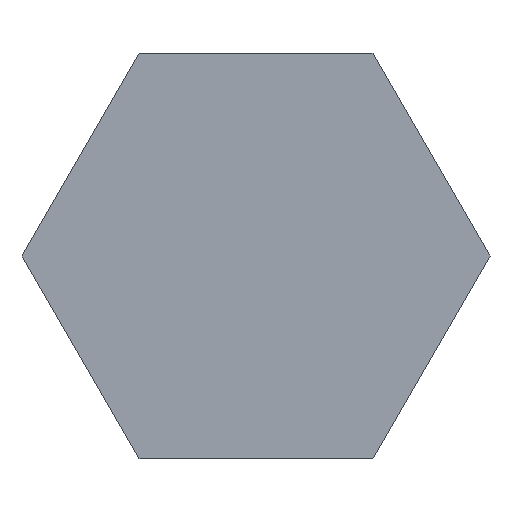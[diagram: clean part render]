
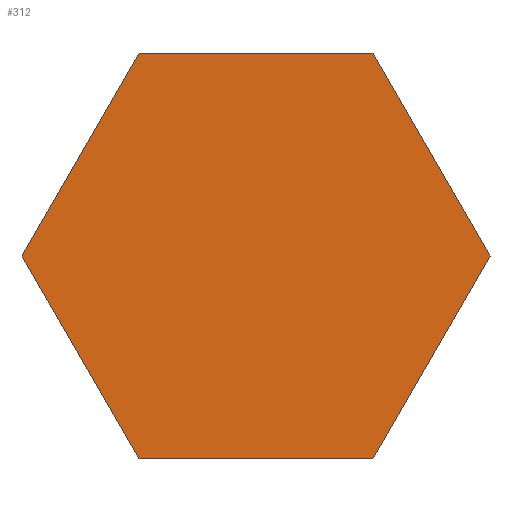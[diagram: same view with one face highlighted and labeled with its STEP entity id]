
A CAD part, front view. The second image highlights one B-rep face of the part: STEP entity #312.
In plain terms, the highlighted planar face has unit normal (0, -1, 0).
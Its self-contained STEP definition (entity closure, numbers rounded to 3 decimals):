
#50 = VECTOR ( 'NONE', #1874, 1000. ) ;
#69 = DIRECTION ( 'NONE',  ( 0., 0., 1. ) ) ;
#84 = CARTESIAN_POINT ( 'NONE',  ( -3.753, 0., -6.5 ) ) ;
#161 = ORIENTED_EDGE ( 'NONE', *, *, #992, .F. ) ;
#244 = CARTESIAN_POINT ( 'NONE',  ( -3.753, 0., -6.5 ) ) ;
#312 = ADVANCED_FACE ( 'NONE', ( #1730 ), #949, .F. ) ;
#366 = VERTEX_POINT ( 'NONE', #1872 ) ;
#442 = ORIENTED_EDGE ( 'NONE', *, *, #1079, .F. ) ;
#453 = CARTESIAN_POINT ( 'NONE',  ( 0., 0., 0. ) ) ;
#472 = EDGE_CURVE ( 'NONE', #1644, #1037, #1812, .T. ) ;
#479 = CARTESIAN_POINT ( 'NONE',  ( 7.506, 0., 0. ) ) ;
#615 = VECTOR ( 'NONE', #1165, 1000. ) ;
#685 = LINE ( 'NONE', #1940, #1120 ) ;
#707 = LINE ( 'NONE', #1353, #1762 ) ;
#786 = CARTESIAN_POINT ( 'NONE',  ( -7.506, 0., 0. ) ) ;
#822 = DIRECTION ( 'NONE',  ( -1., 0., 0. ) ) ;
#828 = ORIENTED_EDGE ( 'NONE', *, *, #1858, .F. ) ;
#862 = DIRECTION ( 'NONE',  ( 0., 1., 0. ) ) ;
#898 = VERTEX_POINT ( 'NONE', #1699 ) ;
#935 = VECTOR ( 'NONE', #1387, 1000. ) ;
#949 = PLANE ( 'NONE',  #1040 ) ;
#992 = EDGE_CURVE ( 'NONE', #898, #1205, #1416, .T. ) ;
#1037 = VERTEX_POINT ( 'NONE', #1497 ) ;
#1040 = AXIS2_PLACEMENT_3D ( 'NONE', #453, #862, #69 ) ;
#1061 = EDGE_LOOP ( 'NONE', ( #2040, #1681, #828, #161, #1764, #442 ) ) ;
#1079 = EDGE_CURVE ( 'NONE', #1959, #366, #707, .T. ) ;
#1120 = VECTOR ( 'NONE', #822, 1000. ) ;
#1165 = DIRECTION ( 'NONE',  ( -0.5, 0., 0.866 ) ) ;
#1205 = VERTEX_POINT ( 'NONE', #1527 ) ;
#1211 = EDGE_CURVE ( 'NONE', #1037, #1959, #2038, .T. ) ;
#1281 = CARTESIAN_POINT ( 'NONE',  ( -3.753, 0., 6.5 ) ) ;
#1293 = EDGE_CURVE ( 'NONE', #366, #898, #1565, .T. ) ;
#1353 = CARTESIAN_POINT ( 'NONE',  ( -3.753, 0., 6.5 ) ) ;
#1387 = DIRECTION ( 'NONE',  ( 0.5, 0., 0.866 ) ) ;
#1401 = VECTOR ( 'NONE', #1560, 1000. ) ;
#1406 = CARTESIAN_POINT ( 'NONE',  ( 3.753, 0., 6.5 ) ) ;
#1416 = LINE ( 'NONE', #479, #1401 ) ;
#1497 = CARTESIAN_POINT ( 'NONE',  ( -7.506, 0., 0. ) ) ;
#1527 = CARTESIAN_POINT ( 'NONE',  ( 3.753, 0., -6.5 ) ) ;
#1560 = DIRECTION ( 'NONE',  ( -0.5, 0., -0.866 ) ) ;
#1565 = LINE ( 'NONE', #1406, #50 ) ;
#1644 = VERTEX_POINT ( 'NONE', #84 ) ;
#1681 = ORIENTED_EDGE ( 'NONE', *, *, #472, .F. ) ;
#1699 = CARTESIAN_POINT ( 'NONE',  ( 7.506, 0., 0. ) ) ;
#1730 = FACE_OUTER_BOUND ( 'NONE', #1061, .T. ) ;
#1762 = VECTOR ( 'NONE', #1837, 1000. ) ;
#1764 = ORIENTED_EDGE ( 'NONE', *, *, #1293, .F. ) ;
#1812 = LINE ( 'NONE', #244, #615 ) ;
#1837 = DIRECTION ( 'NONE',  ( 1., 0., 0. ) ) ;
#1858 = EDGE_CURVE ( 'NONE', #1205, #1644, #685, .T. ) ;
#1872 = CARTESIAN_POINT ( 'NONE',  ( 3.753, 0., 6.5 ) ) ;
#1874 = DIRECTION ( 'NONE',  ( 0.5, 0., -0.866 ) ) ;
#1940 = CARTESIAN_POINT ( 'NONE',  ( 3.753, 0., -6.5 ) ) ;
#1959 = VERTEX_POINT ( 'NONE', #1281 ) ;
#2038 = LINE ( 'NONE', #786, #935 ) ;
#2040 = ORIENTED_EDGE ( 'NONE', *, *, #1211, .F. ) ;
